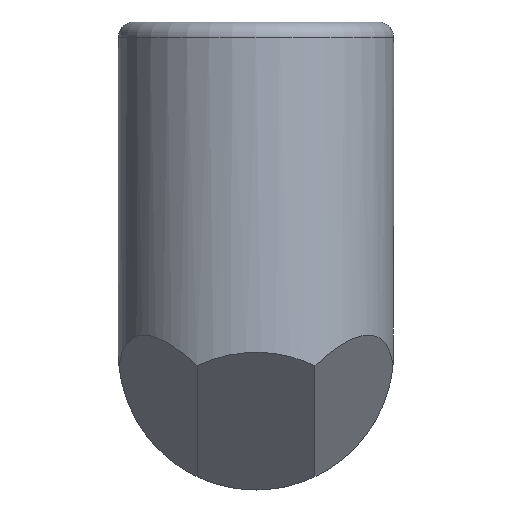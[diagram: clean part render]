
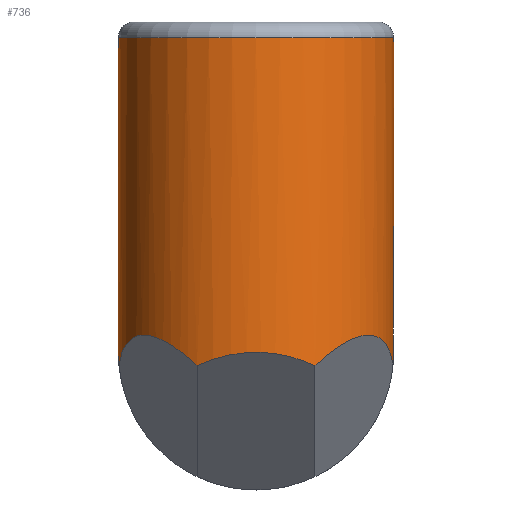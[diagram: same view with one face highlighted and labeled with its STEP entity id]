
A CAD part, left-side view. The second image highlights one B-rep face of the part: STEP entity #736.
In plain terms, the highlighted cylindrical face has radius 8.75 mm (diameter 17.5 mm), a full revolution.
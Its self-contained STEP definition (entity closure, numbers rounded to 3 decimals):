
#25=CYLINDRICAL_SURFACE('',#783,8.75);
#30=ELLIPSE('',#769,17.5,8.75);
#33=ELLIPSE('',#773,17.5,8.75);
#34=ELLIPSE('',#778,12.374,8.75);
#89=(
BOUNDED_CURVE()
B_SPLINE_CURVE(3,(#7509,#7510,#7511,#7512),.UNSPECIFIED.,.F.,.F.)
B_SPLINE_CURVE_WITH_KNOTS((4,4),(4.613,4.793),
 .UNSPECIFIED.)
CURVE()
GEOMETRIC_REPRESENTATION_ITEM()
RATIONAL_B_SPLINE_CURVE((1.,0.997,0.997,1.))
REPRESENTATION_ITEM('')
);
#101=B_SPLINE_CURVE_WITH_KNOTS('',3,(#1023,#1024,#1025,#1026,#1027,#1028,
#1029,#1030,#1031,#1032,#1033,#1034,#1035,#1036,#1037,#1038,#1039,#1040,
#1041,#1042,#1043,#1044,#1045,#1046,#1047,#1048,#1049,#1050,#1051),
 .UNSPECIFIED.,.F.,.F.,(4,1,1,1,1,1,1,1,1,1,1,1,1,1,1,1,1,1,1,1,1,1,1,1,
1,1,4),(0.,0.125,0.25,0.375,0.438,0.5,0.563,0.594,0.625,0.656,0.688,
0.719,0.734,0.75,0.766,0.781,0.813,0.844,0.859,0.867,
0.875,0.883,0.891,0.906,0.938,0.969,1.),.UNSPECIFIED.);
#102=B_SPLINE_CURVE_WITH_KNOTS('',3,(#1053,#1054,#1055,#1056,#1057,#1058,
#1059,#1060,#1061,#1062,#1063,#1064,#1065,#1066,#1067,#1068,#1069,#1070,
#1071,#1072),.UNSPECIFIED.,.F.,.F.,(4,1,1,1,1,1,1,1,1,1,1,1,1,1,1,1,1,4),
(0.,0.063,0.125,0.188,0.219,0.234,0.25,0.266,0.281,0.313,0.375,
0.438,0.5,0.563,0.625,0.75,0.875,1.),.UNSPECIFIED.);
#150=B_SPLINE_CURVE_WITH_KNOTS('',3,(#7514,#7515,#7516,#7517,#7518,#7519,
#7520),.UNSPECIFIED.,.F.,.F.,(4,1,1,1,4),(0.,0.001,0.001,
0.002,0.003),.UNSPECIFIED.);
#274=ORIENTED_EDGE('',*,*,#509,.T.);
#275=ORIENTED_EDGE('',*,*,#505,.T.);
#276=ORIENTED_EDGE('',*,*,#502,.T.);
#277=ORIENTED_EDGE('',*,*,#510,.T.);
#278=ORIENTED_EDGE('',*,*,#511,.T.);
#279=ORIENTED_EDGE('',*,*,#403,.T.);
#280=ORIENTED_EDGE('',*,*,#402,.T.);
#281=ORIENTED_EDGE('',*,*,#396,.T.);
#282=ORIENTED_EDGE('',*,*,#497,.T.);
#396=EDGE_CURVE('',#518,#519,#628,.T.);
#402=EDGE_CURVE('',#524,#518,#101,.T.);
#403=EDGE_CURVE('',#522,#524,#102,.T.);
#497=EDGE_CURVE('',#519,#614,#30,.T.);
#502=EDGE_CURVE('',#617,#618,#33,.T.);
#505=EDGE_CURVE('',#614,#617,#34,.T.);
#509=EDGE_CURVE('',#623,#623,#638,.T.);
#510=EDGE_CURVE('',#618,#624,#89,.T.);
#511=EDGE_CURVE('',#624,#522,#150,.T.);
#518=VERTEX_POINT('',#907);
#519=VERTEX_POINT('',#908);
#522=VERTEX_POINT('',#972);
#524=VERTEX_POINT('',#1052);
#614=VERTEX_POINT('',#7482);
#617=VERTEX_POINT('',#7489);
#618=VERTEX_POINT('',#7491);
#623=VERTEX_POINT('',#7508);
#624=VERTEX_POINT('',#7513);
#628=CIRCLE('',#759,14.723);
#638=CIRCLE('',#784,8.75);
#660=EDGE_LOOP('',(#274));
#661=EDGE_LOOP('',(#275,#276,#277,#278,#279,#280,#281,#282));
#696=FACE_BOUND('',#660,.T.);
#697=FACE_BOUND('',#661,.T.);
#736=ADVANCED_FACE('',(#696,#697),#25,.T.);
#759=AXIS2_PLACEMENT_3D('',#906,#801,#802);
#769=AXIS2_PLACEMENT_3D('',#7481,#827,#828);
#773=AXIS2_PLACEMENT_3D('',#7492,#837,#838);
#778=AXIS2_PLACEMENT_3D('',#7499,#847,#848);
#783=AXIS2_PLACEMENT_3D('',#7506,#857,#858);
#784=AXIS2_PLACEMENT_3D('',#7507,#859,#860);
#801=DIRECTION('',(-0.638,0.,0.77));
#802=DIRECTION('',(0.,1.,0.));
#827=DIRECTION('',(0.5,-0.707,0.5));
#828=DIRECTION('',(0.289,-0.408,-0.866));
#837=DIRECTION('',(0.5,0.707,0.5));
#838=DIRECTION('',(-0.289,-0.408,0.866));
#847=DIRECTION('',(0.707,0.,0.707));
#848=DIRECTION('',(0.707,0.,-0.707));
#857=DIRECTION('',(0.,0.,1.));
#858=DIRECTION('',(1.,0.,0.));
#859=DIRECTION('',(0.,0.,-1.));
#860=DIRECTION('',(1.,0.,0.));
#906=CARTESIAN_POINT('',(-0.001,-5.973,0.));
#907=CARTESIAN_POINT('',(0.,8.75,0.));
#908=CARTESIAN_POINT('',(-0.959,8.697,-0.795));
#972=CARTESIAN_POINT('',(1.936,-8.533,2.267));
#1023=CARTESIAN_POINT('',(8.75,0.,10.25));
#1024=CARTESIAN_POINT('',(8.75,0.543,10.25));
#1025=CARTESIAN_POINT('',(8.646,1.64,10.127));
#1026=CARTESIAN_POINT('',(8.194,3.222,9.6));
#1027=CARTESIAN_POINT('',(7.525,4.534,8.813));
#1028=CARTESIAN_POINT('',(6.823,5.505,7.992));
#1029=CARTESIAN_POINT('',(6.188,6.209,7.249));
#1030=CARTESIAN_POINT('',(5.656,6.688,6.625));
#1031=CARTESIAN_POINT('',(5.178,7.059,6.065));
#1032=CARTESIAN_POINT('',(4.778,7.335,5.597));
#1033=CARTESIAN_POINT('',(4.438,7.545,5.199));
#1034=CARTESIAN_POINT('',(4.054,7.759,4.749));
#1035=CARTESIAN_POINT('',(3.716,7.924,4.353));
#1036=CARTESIAN_POINT('',(3.441,8.046,4.031));
#1037=CARTESIAN_POINT('',(3.209,8.141,3.759));
#1038=CARTESIAN_POINT('',(3.047,8.203,3.569));
#1039=CARTESIAN_POINT('',(2.794,8.294,3.273));
#1040=CARTESIAN_POINT('',(2.469,8.398,2.892));
#1041=CARTESIAN_POINT('',(2.119,8.492,2.482));
#1042=CARTESIAN_POINT('',(1.857,8.551,2.175));
#1043=CARTESIAN_POINT('',(1.711,8.581,2.005));
#1044=CARTESIAN_POINT('',(1.578,8.607,1.849));
#1045=CARTESIAN_POINT('',(1.529,8.615,1.791));
#1046=CARTESIAN_POINT('',(1.427,8.633,1.671));
#1047=CARTESIAN_POINT('',(1.248,8.662,1.462));
#1048=CARTESIAN_POINT('',(0.943,8.702,1.104));
#1049=CARTESIAN_POINT('',(0.511,8.739,0.599));
#1050=CARTESIAN_POINT('',(0.178,8.75,0.208));
#1051=CARTESIAN_POINT('',(0.,8.75,0.));
#1052=CARTESIAN_POINT('',(8.75,0.,10.25));
#1053=CARTESIAN_POINT('',(1.936,-8.533,2.267));
#1054=CARTESIAN_POINT('',(2.199,-8.473,2.576));
#1055=CARTESIAN_POINT('',(2.706,-8.333,3.169));
#1056=CARTESIAN_POINT('',(3.399,-8.074,3.98));
#1057=CARTESIAN_POINT('',(3.922,-7.827,4.593));
#1058=CARTESIAN_POINT('',(4.255,-7.647,4.985));
#1059=CARTESIAN_POINT('',(4.444,-7.538,5.206));
#1060=CARTESIAN_POINT('',(4.564,-7.466,5.346));
#1061=CARTESIAN_POINT('',(4.749,-7.35,5.563));
#1062=CARTESIAN_POINT('',(4.966,-7.206,5.817));
#1063=CARTESIAN_POINT('',(5.344,-6.937,6.26));
#1064=CARTESIAN_POINT('',(5.839,-6.532,6.839));
#1065=CARTESIAN_POINT('',(6.378,-6.004,7.471));
#1066=CARTESIAN_POINT('',(6.834,-5.481,8.006));
#1067=CARTESIAN_POINT('',(7.308,-4.833,8.561));
#1068=CARTESIAN_POINT('',(7.828,-3.965,9.169));
#1069=CARTESIAN_POINT('',(8.329,-2.812,9.757));
#1070=CARTESIAN_POINT('',(8.672,-1.425,10.158));
#1071=CARTESIAN_POINT('',(8.75,-0.473,10.25));
#1072=CARTESIAN_POINT('',(8.75,0.,10.25));
#7481=CARTESIAN_POINT('',(0.,0.,-14.053));
#7482=CARTESIAN_POINT('',(-7.906,3.75,-0.844));
#7489=CARTESIAN_POINT('',(-7.906,-3.75,-0.844));
#7491=CARTESIAN_POINT('',(-0.87,-8.707,-0.87));
#7492=CARTESIAN_POINT('',(0.,0.,-14.053));
#7499=CARTESIAN_POINT('',(0.,0.,-8.75));
#7506=CARTESIAN_POINT('',(0.,0.,-8.75));
#7507=CARTESIAN_POINT('',(0.,0.,20.));
#7508=CARTESIAN_POINT('',(8.75,0.,20.));
#7509=CARTESIAN_POINT('',(-0.87,-8.707,-0.87));
#7510=CARTESIAN_POINT('',(-0.345,-8.759,-0.345));
#7511=CARTESIAN_POINT('',(0.182,-8.764,0.182));
#7512=CARTESIAN_POINT('',(0.707,-8.721,0.707));
#7513=CARTESIAN_POINT('',(0.707,-8.721,0.707));
#7514=CARTESIAN_POINT('',(0.707,-8.721,0.707));
#7515=CARTESIAN_POINT('',(0.534,-8.735,0.881));
#7516=CARTESIAN_POINT('',(0.324,-8.743,1.352));
#7517=CARTESIAN_POINT('',(0.56,-8.736,2.097));
#7518=CARTESIAN_POINT('',(1.231,-8.674,2.489));
#7519=CARTESIAN_POINT('',(1.73,-8.58,2.393));
#7520=CARTESIAN_POINT('',(1.936,-8.533,2.267));
